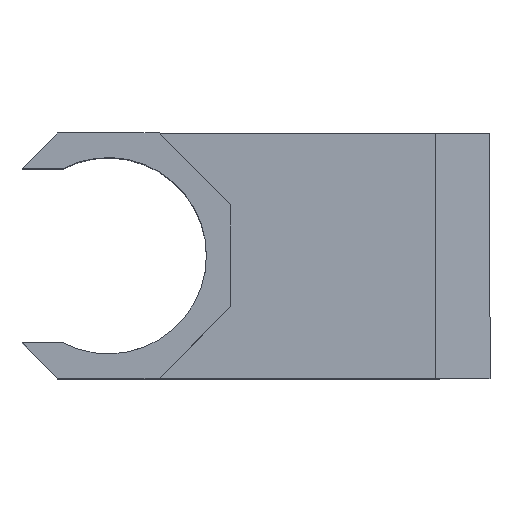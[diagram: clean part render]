
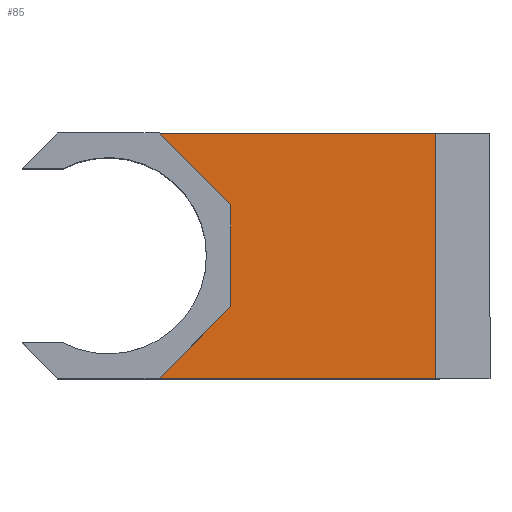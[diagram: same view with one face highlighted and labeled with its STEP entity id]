
A CAD part, top view. The second image highlights one B-rep face of the part: STEP entity #85.
In plain terms, the highlighted planar face has unit normal (0, 0, 1).
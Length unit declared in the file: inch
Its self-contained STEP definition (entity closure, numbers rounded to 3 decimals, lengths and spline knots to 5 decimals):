
#85 = ADVANCED_FACE ( 'NONE', ( #980 ), #1621, .T. ) ;
#163 = VERTEX_POINT ( 'NONE', #755 ) ;
#183 = DIRECTION ( 'NONE',  ( 0., 1., 0. ) ) ;
#195 = LINE ( 'NONE', #954, #1632 ) ;
#212 = VECTOR ( 'NONE', #1361, 39.37008 ) ;
#282 = ORIENTED_EDGE ( 'NONE', *, *, #869, .T. ) ;
#340 = CARTESIAN_POINT ( 'NONE',  ( 0.5625, 0.233, 1.25 ) ) ;
#360 = ORIENTED_EDGE ( 'NONE', *, *, #546, .F. ) ;
#398 = VECTOR ( 'NONE', #1435, 39.37008 ) ;
#437 = VECTOR ( 'NONE', #837, 39.37008 ) ;
#440 = LINE ( 'NONE', #1598, #212 ) ;
#482 = VERTEX_POINT ( 'NONE', #1180 ) ;
#488 = CARTESIAN_POINT ( 'NONE',  ( 0.5, 2.33027, 1.25 ) ) ;
#499 = EDGE_LOOP ( 'NONE', ( #520, #282, #833, #945, #360, #634 ) ) ;
#507 = CARTESIAN_POINT ( 'NONE',  ( 0.5625, -0.233, 1.25 ) ) ;
#520 = ORIENTED_EDGE ( 'NONE', *, *, #1004, .F. ) ;
#529 = EDGE_CURVE ( 'NONE', #985, #1117, #672, .T. ) ;
#546 = EDGE_CURVE ( 'NONE', #985, #848, #195, .T. ) ;
#554 = LINE ( 'NONE', #844, #437 ) ;
#580 = DIRECTION ( 'NONE',  ( 0.707, -0.707, 0. ) ) ;
#634 = ORIENTED_EDGE ( 'NONE', *, *, #529, .T. ) ;
#672 = LINE ( 'NONE', #1330, #398 ) ;
#702 = EDGE_CURVE ( 'NONE', #1261, #482, #440, .T. ) ;
#715 = LINE ( 'NONE', #1023, #900 ) ;
#755 = CARTESIAN_POINT ( 'NONE',  ( 1.5, -0.5625, 1.25 ) ) ;
#833 = ORIENTED_EDGE ( 'NONE', *, *, #702, .F. ) ;
#837 = DIRECTION ( 'NONE',  ( 0., 1., 0. ) ) ;
#844 = CARTESIAN_POINT ( 'NONE',  ( 1.5, 2.33027, 1.25 ) ) ;
#848 = VERTEX_POINT ( 'NONE', #340 ) ;
#862 = CARTESIAN_POINT ( 'NONE',  ( 0.233, -0.5625, 1.25 ) ) ;
#869 = EDGE_CURVE ( 'NONE', #163, #482, #554, .T. ) ;
#900 = VECTOR ( 'NONE', #1165, 39.37008 ) ;
#945 = ORIENTED_EDGE ( 'NONE', *, *, #1148, .T. ) ;
#954 = CARTESIAN_POINT ( 'NONE',  ( 0.5625, 0.5625, 1.25 ) ) ;
#980 = FACE_OUTER_BOUND ( 'NONE', #499, .T. ) ;
#985 = VERTEX_POINT ( 'NONE', #507 ) ;
#1004 = EDGE_CURVE ( 'NONE', #163, #1117, #715, .T. ) ;
#1023 = CARTESIAN_POINT ( 'NONE',  ( 0.5, -0.5625, 1.25 ) ) ;
#1117 = VERTEX_POINT ( 'NONE', #862 ) ;
#1118 = DIRECTION ( 'NONE',  ( 0., 0., 1. ) ) ;
#1148 = EDGE_CURVE ( 'NONE', #1261, #848, #1642, .T. ) ;
#1165 = DIRECTION ( 'NONE',  ( -1., 0., 0. ) ) ;
#1180 = CARTESIAN_POINT ( 'NONE',  ( 1.5, 0.5625, 1.25 ) ) ;
#1240 = CARTESIAN_POINT ( 'NONE',  ( 0.233, 0.5625, 1.25 ) ) ;
#1261 = VERTEX_POINT ( 'NONE', #1262 ) ;
#1262 = CARTESIAN_POINT ( 'NONE',  ( 0.233, 0.5625, 1.25 ) ) ;
#1293 = AXIS2_PLACEMENT_3D ( 'NONE', #488, #1118, #1362 ) ;
#1315 = VECTOR ( 'NONE', #580, 39.37008 ) ;
#1330 = CARTESIAN_POINT ( 'NONE',  ( 0.5625, -0.233, 1.25 ) ) ;
#1361 = DIRECTION ( 'NONE',  ( 1., 0., 0. ) ) ;
#1362 = DIRECTION ( 'NONE',  ( 1., 0., 0. ) ) ;
#1435 = DIRECTION ( 'NONE',  ( -0.707, -0.707, 0. ) ) ;
#1598 = CARTESIAN_POINT ( 'NONE',  ( 0.5, 0.5625, 1.25 ) ) ;
#1621 = PLANE ( 'NONE',  #1293 ) ;
#1632 = VECTOR ( 'NONE', #183, 39.37008 ) ;
#1642 = LINE ( 'NONE', #1240, #1315 ) ;
